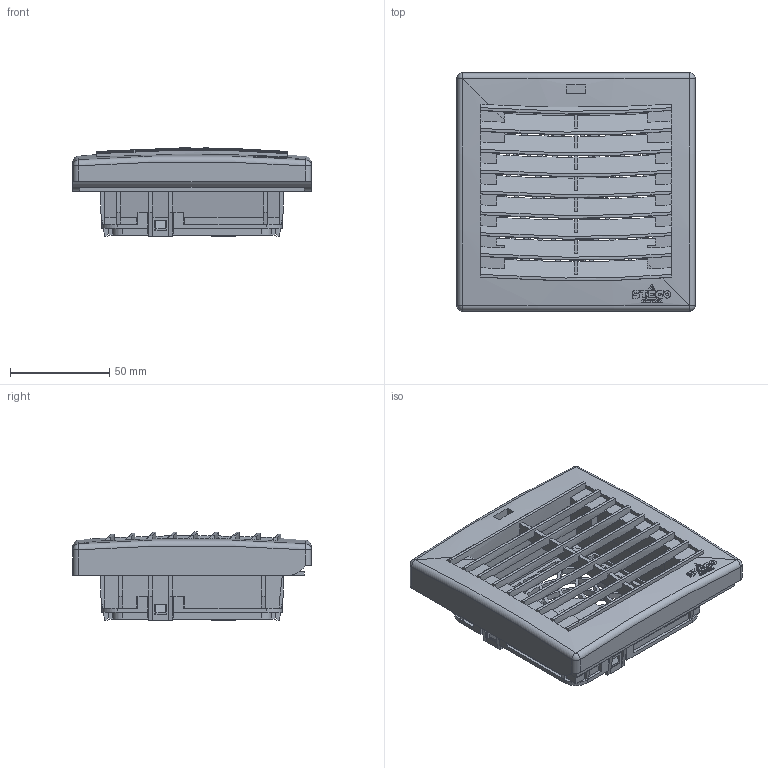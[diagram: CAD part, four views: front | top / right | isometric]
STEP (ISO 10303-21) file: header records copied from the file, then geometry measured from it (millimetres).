
FILE_DESCRIPTION (( 'STEP AP214' ), '1' );
FILE_NAME ('FPO_118_92x92_EPLAN_10_2015.STEP', '2015-10-16T09:14:41', ( 'Admin' ), ( 'Hewlett-Packard Company' ), 'SwSTEP 2.0', 'SolidWorks 2015', '' );
FILE_SCHEMA (( 'AUTOMOTIVE_DESIGN' ));
Length unit declared in the file: millimetre
Products named in the file (1): FPO_118_92x92_EPLAN_10_2015
Bounding box: 120 x 120 x 44.44 mm (x, y, z)
Surface area: 92053.4 mm2 (no closed solid volume)
Topology: 0 solids, 10 shells, 800 faces, 2868 edges, 1981 vertices
Faces by surface type: plane 375, cylinder 315, sphere 60, bspline 46, torus 4
Entity records: 41156 total; most frequent: CARTESIAN_POINT 7374, DIRECTION 5214, ORIENTED_EDGE 5100, EDGE_CURVE 2864, VERTEX_POINT 1981, AXIS2_PLACEMENT_3D 1790, LINE 1634, VECTOR 1634
